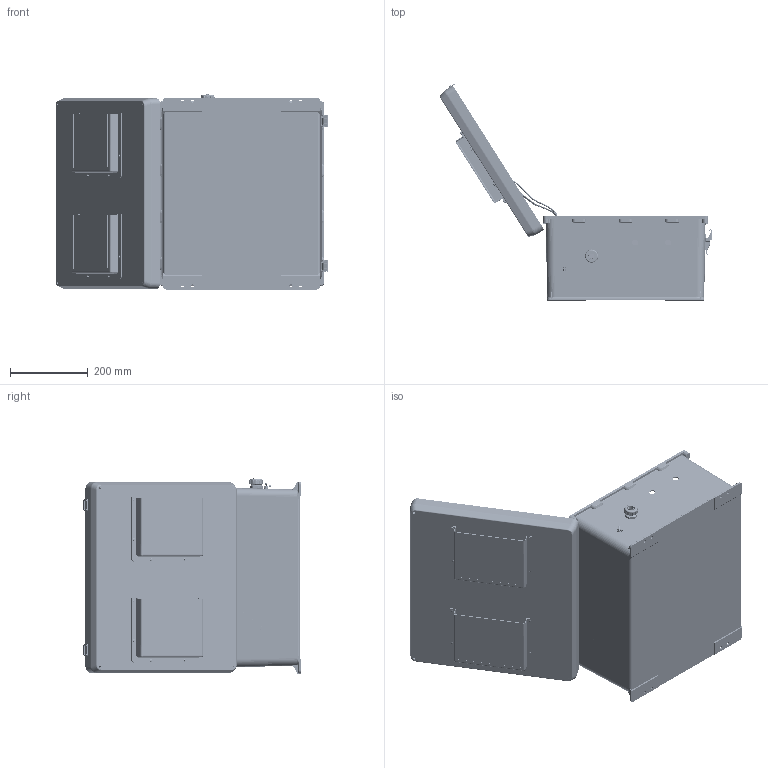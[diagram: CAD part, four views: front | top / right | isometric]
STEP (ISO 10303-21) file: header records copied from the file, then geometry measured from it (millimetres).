
FILE_DESCRIPTION (( 'STEP AP214' ), '1' );
FILE_NAME ('NB181608-E0F_3D.step', '2025-10-06T15:12:33', ( '' ), ( '' ), 'SwSTEP 2.0', 'SolidWorks 2025', '' );
FILE_SCHEMA (( 'AUTOMOTIVE_DESIGN' ));
Length unit declared in the file: inch
Products named in the file (35): NB181608-Box; XMH-0041; Fan Screen-120x120 ALUM; XF797-01; 1AM07-189; XF1082-01; NB181608-Hinge; NB181608-E0F_3D; XCT-0005; XFR-0005; NB181608-DoorClasp-1; XCTB-0002; FanWires-18; XFS-0024_90184A168; XFN-0003; XFW-0002; XCT-0010; XMH-0003; XFS-0026; XCT-0011; XFN-0013; XMH-0007; XM220-01-UL; XC-0003; XFN-0002; XFS-0032_91735A151; 10-32 NEMA PLATE SCREW; XFS-0017; NEMA 18 GroundWire; NB181608-DoorClasp-2; NB181608-Lid-Vented; XFS-0031; MJSCVR; XFS-0059; XMH-0005
Assembly tree (82 placements, depth 2):
  NB181608-E0F_3D
    NB181608-Box
    NB181608-Hinge  x2
    NB181608-Lid-Vented
    NB181608-DoorClasp-1  x2
    NB181608-DoorClasp-2  x2
    10-32 NEMA PLATE SCREW  x4
    XFS-0017  x3
    XCT-0011
    XCT-0010
    XFN-0003  x2
    XC-0003
    XCT-0005
    XFW-0002  x5
    XFS-0026
    XMH-0007  x4
    XMH-0041
    XCTB-0002
    NEMA 18 GroundWire
    XFN-0013  x2
    XFS-0032_91735A151  x2
    XF797-01
    XFS-0059  x2
    XFN-0002  x8
    Fan Screen-120x120 ALUM  x2
    XMH-0003  x2
    XM220-01-UL  x2
    XMH-0005
    XFR-0005  x12
    XFS-0024_90184A168  x8
    FanWires-18
    XF1082-01
    1AM07-189
    MJSCVR  x2
    XFS-0031
Bounding box: 702.92 x 559.73 x 502.84 mm (x, y, z)
Volume: 4120357 mm3; surface area: 2600199.7 mm2
Topology: 91 solids, 92 shells, 10100 faces, 27164 edges, 17310 vertices
Faces by surface type: cylinder 4616, plane 2651, cone 1489, bspline 889, torus 405, sphere 50
Entity records: 205304 total; most frequent: CARTESIAN_POINT 79521, ORIENTED_EDGE 26980, DIRECTION 24845, EDGE_CURVE 13490, AXIS2_PLACEMENT_3D 9112, VERTEX_POINT 8558, LINE 6621, VECTOR 6621
